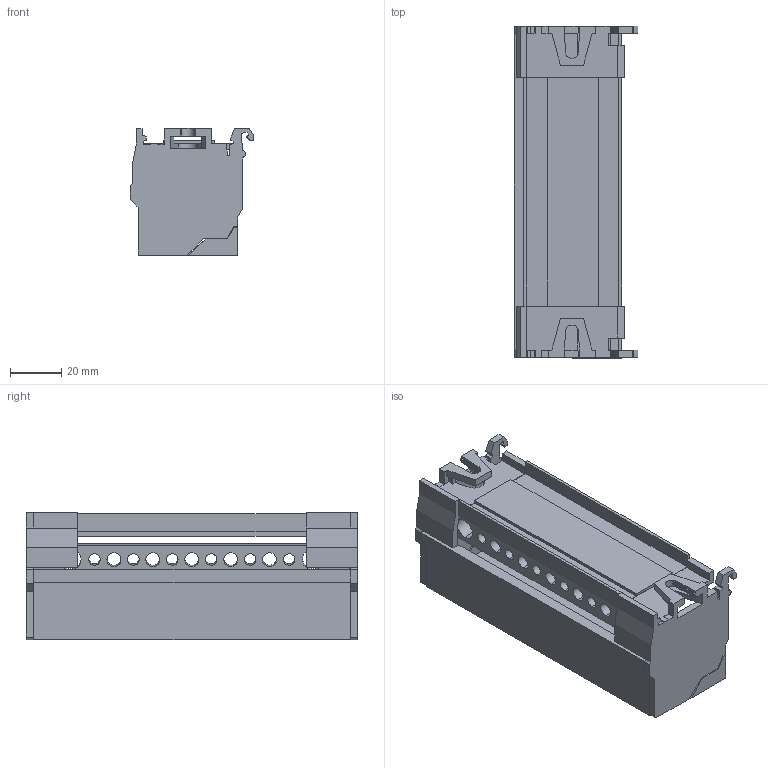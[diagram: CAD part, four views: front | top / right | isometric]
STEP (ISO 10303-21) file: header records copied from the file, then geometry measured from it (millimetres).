
FILE_DESCRIPTION(('STEP AP203'),'1');
FILE_NAME('bd-80-100al.stp','2025-09-05T09:00:58',('TraceParts'),('TraceParts S.A.'),'Spatial InterOp 3D',' ',' ');
FILE_SCHEMA(('CONFIG_CONTROL_DESIGN'));
Length unit declared in the file: millimetre
Products named in the file (1): 1
Bounding box: 48.33 x 129.62 x 49.7 mm (x, y, z)
Volume: 51657.1 mm3; surface area: 57181.1 mm2
Topology: 6 solids, 6 shells, 330 faces, 958 edges, 632 vertices
Faces by surface type: plane 242, cylinder 88
Entity records: 10998 total; most frequent: CARTESIAN_POINT 1938, ORIENTED_EDGE 1916, DIRECTION 1802, EDGE_CURVE 958, LINE 778, VECTOR 778, VERTEX_POINT 632, AXIS2_PLACEMENT_3D 512
